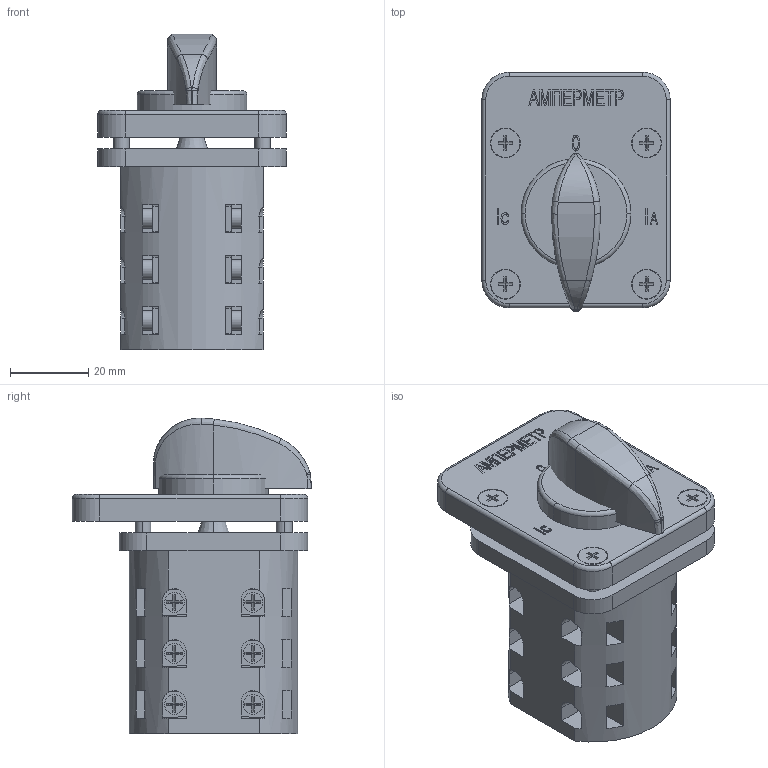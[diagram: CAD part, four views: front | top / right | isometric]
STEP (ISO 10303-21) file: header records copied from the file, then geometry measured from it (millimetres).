
FILE_DESCRIPTION (( 'STEP AP214' ), '1' );
FILE_NAME ('BCS13-010-6 Ïåðåêëþ÷àòåëü êóëà÷ê. ÏÊÏ10-63_O 10À Ic-O-Ia-Ib 3Ð_400Â.STEP', '2017-12-13T12:04:52', ( '' ), ( '' ), 'SwSTEP 2.0', 'SolidWorks 2014', '' );
FILE_SCHEMA (( 'AUTOMOTIVE_DESIGN' ));
Length unit declared in the file: millimetre
Products named in the file (1): BCS13-010-6 Ïåðåêëþ÷àòåëü êóëà÷ê. ÏÊÏ10-63_O 10À  Ic-O-Ia-Ib  3Ð_400Â
Bounding box: 48 x 61 x 80.44 mm (x, y, z)
Volume: 95854.8 mm3; surface area: 26772 mm2
Topology: 6 solids, 6 shells, 710 faces, 1788 edges, 1152 vertices
Faces by surface type: plane 544, cylinder 99, bspline 58, torus 6, cone 2, sphere 1
Entity records: 23765 total; most frequent: CARTESIAN_POINT 6830, ORIENTED_EDGE 3572, DIRECTION 3214, EDGE_CURVE 1786, VECTOR 1404, LINE 1404, VERTEX_POINT 1151, AXIS2_PLACEMENT_3D 905
